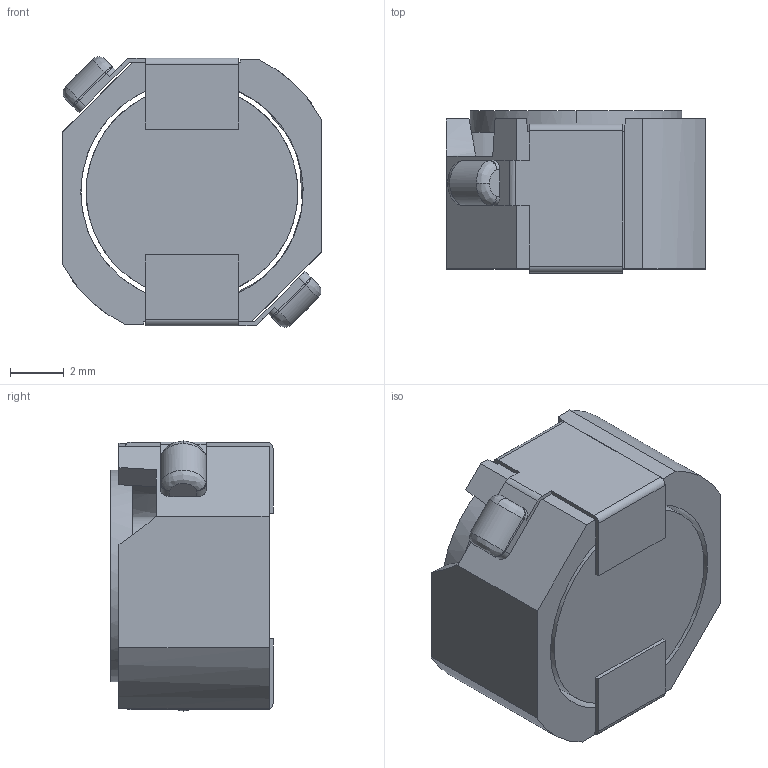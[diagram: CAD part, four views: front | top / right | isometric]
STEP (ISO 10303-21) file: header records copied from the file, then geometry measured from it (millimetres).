
FILE_DESCRIPTION (( 'STEP AP214' ), '1' );
FILE_NAME ('User Library-CDRH10D60BT150.STEP', '2020-02-27T13:34:12', ( '' ), ( '' ), 'SwSTEP 2.0', 'SolidWorks 2019', '' );
FILE_SCHEMA (( 'AUTOMOTIVE_DESIGN' ));
Length unit declared in the file: millimetre
Products named in the file (4): User Library-CDRH10D60BT150; __RING CORE(10D60B).IGS; __DRUM CORE(10D60B).IGS; __PIN(10D60B).IGS
Assembly tree (4 placements, depth 2):
  User Library-CDRH10D60BT150
    __RING CORE(10D60B).IGS
    __DRUM CORE(10D60B).IGS
    __PIN(10D60B).IGS  x2
Bounding box: 9.7 x 6.05 x 10.08 mm (x, y, z)
Volume: 314 mm3; surface area: 799.7 mm2
Topology: 4 solids, 4 shells, 116 faces, 303 edges, 188 vertices
Faces by surface type: plane 64, bspline 51, cylinder 1
Entity records: 2809 total; most frequent: CARTESIAN_POINT 1026, ORIENTED_EDGE 404, DIRECTION 259, EDGE_CURVE 202, VERTEX_POINT 130, LINE 127, VECTOR 127, EDGE_LOOP 82
